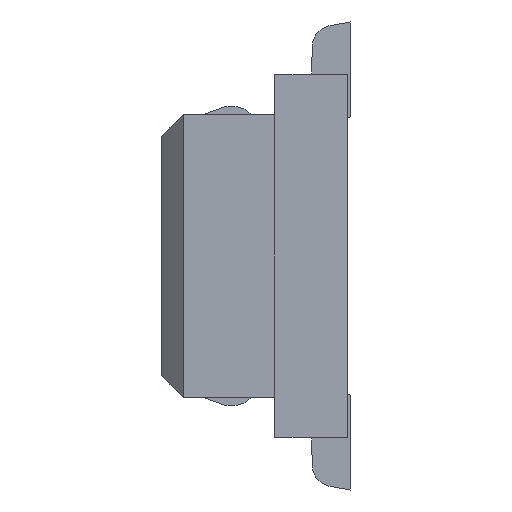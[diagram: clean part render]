
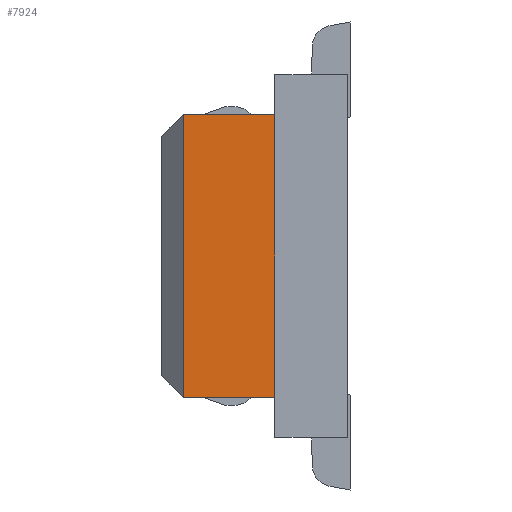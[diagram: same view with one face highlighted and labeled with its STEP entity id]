
A CAD part, left-side view. The second image highlights one B-rep face of the part: STEP entity #7924.
In plain terms, the highlighted planar face has unit normal (-1, 0, 0).
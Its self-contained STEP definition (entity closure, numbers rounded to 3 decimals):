
#100=DIRECTION('',(0.,1.,0.));
#101=VECTOR('',#100,0.63);
#102=CARTESIAN_POINT('',(-1.7,0.5,-0.975));
#103=LINE('',#102,#101);
#104=DIRECTION('',(0.,-1.,0.));
#105=VECTOR('',#104,0.63);
#106=CARTESIAN_POINT('',(-1.7,1.13,0.975));
#107=LINE('',#106,#105);
#108=DIRECTION('',(0.,0.,-1.));
#109=VECTOR('',#108,0.45);
#110=CARTESIAN_POINT('',(-1.7,0.5,0.975));
#111=LINE('',#110,#109);
#112=DIRECTION('',(0.,-1.,0.));
#113=VECTOR('',#112,0.5);
#114=CARTESIAN_POINT('',(-1.7,0.5,0.525));
#115=LINE('',#114,#113);
#116=DIRECTION('',(0.,0.,-1.));
#117=VECTOR('',#116,1.05);
#118=CARTESIAN_POINT('',(-1.7,0.,0.525));
#119=LINE('',#118,#117);
#120=DIRECTION('',(0.,1.,0.));
#121=VECTOR('',#120,0.5);
#122=CARTESIAN_POINT('',(-1.7,0.,-0.525));
#123=LINE('',#122,#121);
#124=DIRECTION('',(0.,0.,-1.));
#125=VECTOR('',#124,0.45);
#126=CARTESIAN_POINT('',(-1.7,0.5,-0.525));
#127=LINE('',#126,#125);
#5910=DIRECTION('',(0.,0.,1.));
#5911=VECTOR('',#5910,1.95);
#5912=CARTESIAN_POINT('',(-1.7,1.13,-0.975));
#5913=LINE('',#5912,#5911);
#7120=CARTESIAN_POINT('',(-1.7,0.,-0.525));
#7122=VERTEX_POINT('',#7120);
#7126=CARTESIAN_POINT('',(-1.7,0.,0.525));
#7127=VERTEX_POINT('',#7126);
#7200=CARTESIAN_POINT('',(-1.7,1.13,-0.975));
#7201=VERTEX_POINT('',#7200);
#7202=CARTESIAN_POINT('',(-1.7,0.5,-0.975));
#7203=VERTEX_POINT('',#7202);
#7258=CARTESIAN_POINT('',(-1.7,0.5,0.975));
#7259=VERTEX_POINT('',#7258);
#7260=CARTESIAN_POINT('',(-1.7,1.13,0.975));
#7261=VERTEX_POINT('',#7260);
#7285=CARTESIAN_POINT('',(-1.7,0.5,-0.525));
#7287=VERTEX_POINT('',#7285);
#7290=CARTESIAN_POINT('',(-1.7,0.5,0.525));
#7291=VERTEX_POINT('',#7290);
#7907=CARTESIAN_POINT('',(-1.7,0.565,0.));
#7908=DIRECTION('',(1.,0.,0.));
#7909=DIRECTION('',(0.,0.,-1.));
#7910=AXIS2_PLACEMENT_3D('',#7907,#7908,#7909);
#7911=PLANE('',#7910);
#7913=ORIENTED_EDGE('',*,*,#7912,.T.);
#7915=ORIENTED_EDGE('',*,*,#7914,.T.);
#7916=ORIENTED_EDGE('',*,*,#7816,.T.);
#7917=ORIENTED_EDGE('',*,*,#7848,.T.);
#7918=ORIENTED_EDGE('',*,*,#7900,.T.);
#7919=ORIENTED_EDGE('',*,*,#7753,.T.);
#7920=ORIENTED_EDGE('',*,*,#7876,.T.);
#7921=ORIENTED_EDGE('',*,*,#7862,.T.);
#7922=EDGE_LOOP('',(#7913,#7915,#7916,#7917,#7918,#7919,#7920,#7921));
#7923=FACE_OUTER_BOUND('',#7922,.F.);
#7753=EDGE_CURVE('',#7127,#7122,#119,.T.);
#7816=EDGE_CURVE('',#7261,#7259,#107,.T.);
#7848=EDGE_CURVE('',#7259,#7291,#111,.T.);
#7862=EDGE_CURVE('',#7287,#7203,#127,.T.);
#7876=EDGE_CURVE('',#7122,#7287,#123,.T.);
#7900=EDGE_CURVE('',#7291,#7127,#115,.T.);
#7912=EDGE_CURVE('',#7203,#7201,#103,.T.);
#7914=EDGE_CURVE('',#7201,#7261,#5913,.T.);
#7924=ADVANCED_FACE('',(#7923),#7911,.F.);
